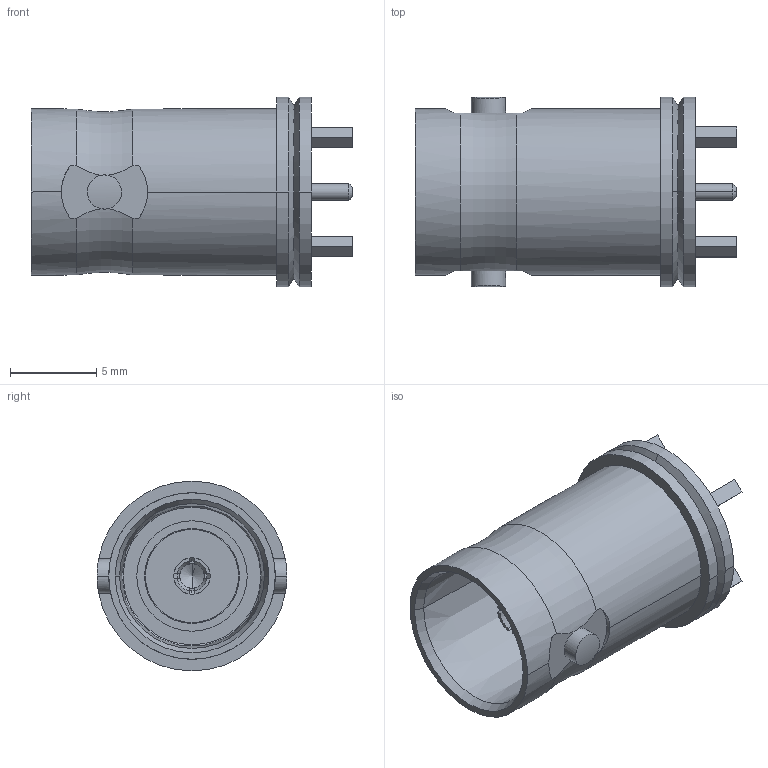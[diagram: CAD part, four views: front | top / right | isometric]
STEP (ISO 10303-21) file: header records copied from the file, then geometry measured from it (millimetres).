
FILE_DESCRIPTION((''),'2;1');
FILE_NAME('31-70530_SW0002','2016-07-21T',('Viji'),(''),'PRO/ENGINEER BY PARAMETRIC TECHNOLOGY CORPORATION, 2014440','PRO/ENGINEER BY PARAMETRIC TECHNOLOGY CORPORATION, 2014440','');
FILE_SCHEMA(('CONFIG_CONTROL_DESIGN'));
Length unit declared in the file: millimetre
Products named in the file (1): 31-70530_SW0002
Bounding box: 18.63 x 11 x 11 mm (x, y, z)
Surface area: 1090.4 mm2 (no closed solid volume)
Topology: 0 solids, 5 shells, 90 faces, 260 edges, 173 vertices
Faces by surface type: plane 36, cylinder 32, cone 20, torus 2
Entity records: 3136 total; most frequent: CARTESIAN_POINT 743, DIRECTION 510, ORIENTED_EDGE 448, EDGE_CURVE 258, AXIS2_PLACEMENT_3D 194, VERTEX_POINT 173, VECTOR 122, LINE 122
